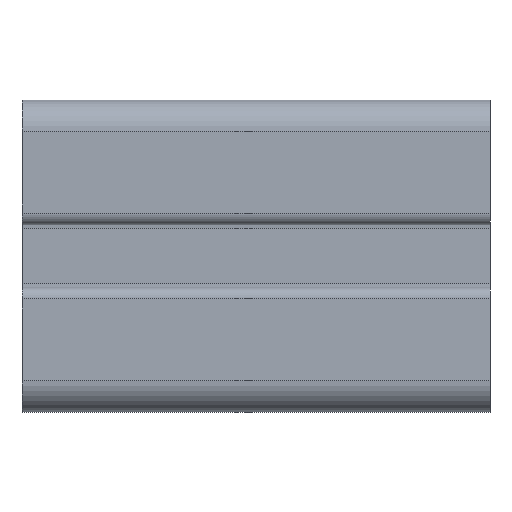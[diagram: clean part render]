
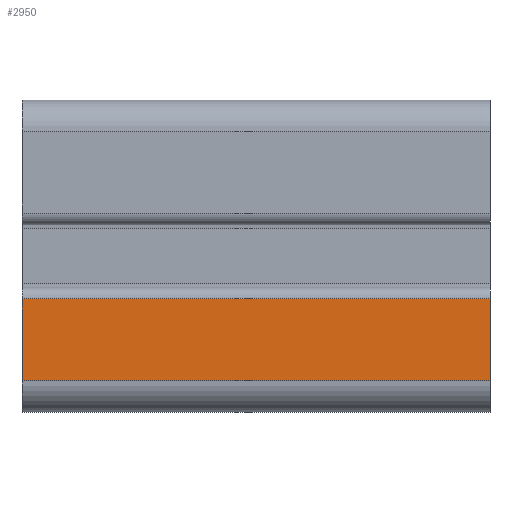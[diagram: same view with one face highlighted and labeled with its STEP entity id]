
A CAD part, left-side view. The second image highlights one B-rep face of the part: STEP entity #2950.
In plain terms, the highlighted planar face has unit normal (-1, 0, 0).
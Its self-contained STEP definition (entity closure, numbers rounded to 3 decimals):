
#105=FACE_OUTER_BOUND('',#265,.T.);
#265=EDGE_LOOP('',(#2112,#2113,#2114,#2115));
#422=LINE('',#4356,#727);
#499=LINE('',#4666,#804);
#501=LINE('',#4670,#806);
#502=LINE('',#4671,#807);
#727=VECTOR('',#3431,1000.);
#804=VECTOR('',#3668,1000.);
#806=VECTOR('',#3672,1000.);
#807=VECTOR('',#3673,1000.);
#1187=VERTEX_POINT('',#4353);
#1188=VERTEX_POINT('',#4355);
#1340=VERTEX_POINT('',#4663);
#1342=VERTEX_POINT('',#4669);
#1493=EDGE_CURVE('',#1187,#1188,#422,.T.);
#1648=EDGE_CURVE('',#1187,#1340,#499,.T.);
#1650=EDGE_CURVE('',#1342,#1340,#501,.T.);
#1651=EDGE_CURVE('',#1188,#1342,#502,.T.);
#2112=ORIENTED_EDGE('',*,*,#1650,.F.);
#2113=ORIENTED_EDGE('',*,*,#1651,.F.);
#2114=ORIENTED_EDGE('',*,*,#1493,.F.);
#2115=ORIENTED_EDGE('',*,*,#1648,.T.);
#2870=PLANE('',#3198);
#2950=ADVANCED_FACE('',(#105),#2870,.T.);
#3198=AXIS2_PLACEMENT_3D('',#4668,#3670,#3671);
#3431=DIRECTION('',(0.,0.,-1.));
#3668=DIRECTION('',(0.,1.,0.));
#3670=DIRECTION('center_axis',(-1.,0.,0.));
#3671=DIRECTION('ref_axis',(0.,0.,1.));
#3672=DIRECTION('',(0.,0.,1.));
#3673=DIRECTION('',(0.,1.,0.));
#4353=CARTESIAN_POINT('',(-20.,-50.,-5.5));
#4355=CARTESIAN_POINT('',(-20.,-50.,-16.));
#4356=CARTESIAN_POINT('',(-20.,-50.,-16.));
#4663=CARTESIAN_POINT('',(-20.,10.,-5.5));
#4666=CARTESIAN_POINT('',(-20.,-10.,-5.5));
#4668=CARTESIAN_POINT('Origin',(-20.,-10.,-16.));
#4669=CARTESIAN_POINT('',(-20.,10.,-16.));
#4670=CARTESIAN_POINT('',(-20.,10.,-16.));
#4671=CARTESIAN_POINT('',(-20.,-10.,-16.));
